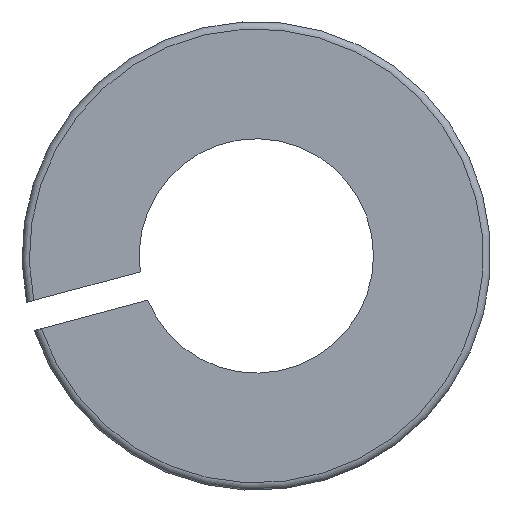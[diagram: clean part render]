
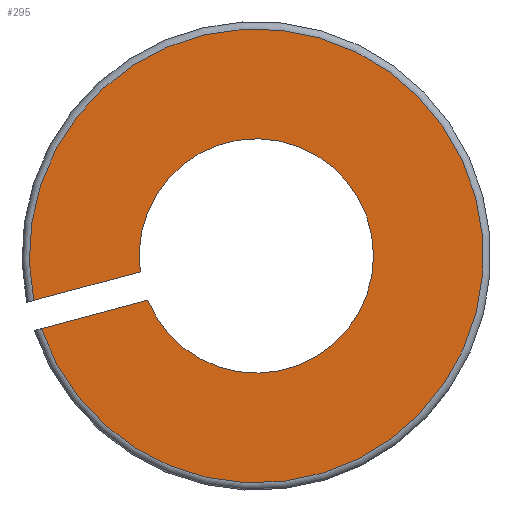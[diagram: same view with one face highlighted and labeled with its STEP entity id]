
A CAD part, left-side view. The second image highlights one B-rep face of the part: STEP entity #295.
In plain terms, the highlighted planar face has unit normal (-1, 0, 0).
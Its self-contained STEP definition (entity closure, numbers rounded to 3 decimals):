
#34=CIRCLE('',#342,7.75);
#35=CIRCLE('',#344,4.);
#49=FACE_OUTER_BOUND('',#65,.T.);
#65=EDGE_LOOP('',(#259,#260,#261,#262));
#79=LINE('',#462,#103);
#91=LINE('',#509,#115);
#103=VECTOR('',#359,10.);
#115=VECTOR('',#373,10.);
#128=VERTEX_POINT('',#450);
#129=VERTEX_POINT('',#461);
#142=VERTEX_POINT('',#506);
#143=VERTEX_POINT('',#508);
#156=EDGE_CURVE('',#129,#128,#79,.T.);
#170=EDGE_CURVE('',#143,#142,#91,.T.);
#188=EDGE_CURVE('',#143,#128,#34,.T.);
#189=EDGE_CURVE('',#142,#129,#35,.T.);
#259=ORIENTED_EDGE('',*,*,#170,.T.);
#260=ORIENTED_EDGE('',*,*,#189,.T.);
#261=ORIENTED_EDGE('',*,*,#156,.T.);
#262=ORIENTED_EDGE('',*,*,#188,.F.);
#281=PLANE('',#343);
#295=ADVANCED_FACE('',(#49),#281,.T.);
#342=AXIS2_PLACEMENT_3D('',#551,#421,#422);
#343=AXIS2_PLACEMENT_3D('',#552,#423,#424);
#344=AXIS2_PLACEMENT_3D('',#553,#425,#426);
#359=DIRECTION('',(0.,0.966,-0.259));
#373=DIRECTION('',(0.,-0.966,0.259));
#421=DIRECTION('center_axis',(1.,0.,0.));
#422=DIRECTION('ref_axis',(0.,-1.,0.));
#423=DIRECTION('center_axis',(-1.,0.,0.));
#424=DIRECTION('ref_axis',(0.,0.,1.));
#425=DIRECTION('center_axis',(1.,0.,0.));
#426=DIRECTION('ref_axis',(0.,1.,0.));
#450=CARTESIAN_POINT('',(-12.5,7.341,-2.485));
#461=CARTESIAN_POINT('',(-12.5,3.704,-1.51));
#462=CARTESIAN_POINT('',(-12.5,4.586,-1.747));
#506=CARTESIAN_POINT('',(-12.5,3.963,-0.544));
#508=CARTESIAN_POINT('',(-12.5,7.6,-1.519));
#509=CARTESIAN_POINT('',(-12.5,6.785,-1.3));
#551=CARTESIAN_POINT('Origin',(-12.5,0.,0.));
#552=CARTESIAN_POINT('Origin',(-12.5,6.,0.));
#553=CARTESIAN_POINT('Origin',(-12.5,0.,0.));
